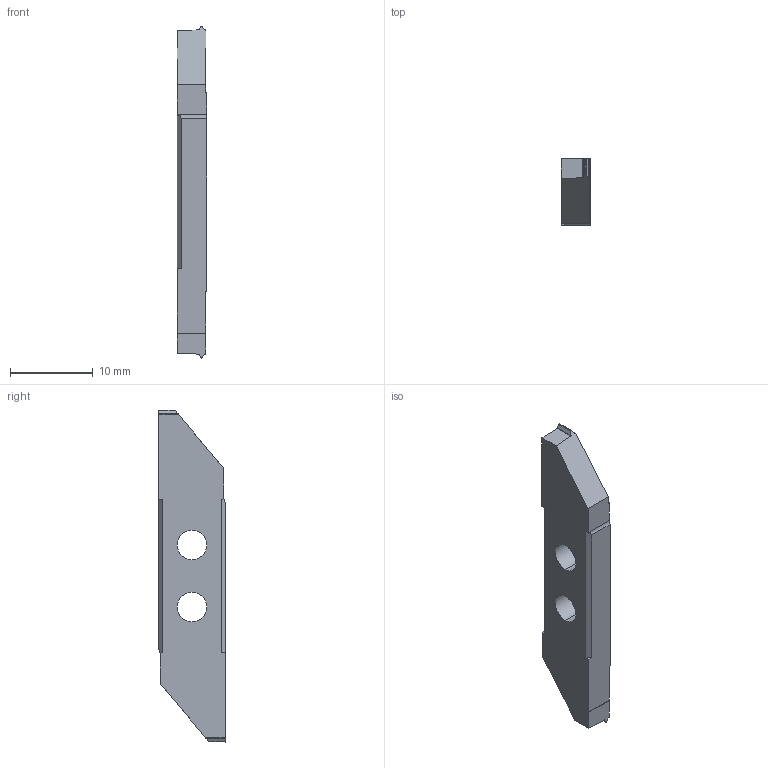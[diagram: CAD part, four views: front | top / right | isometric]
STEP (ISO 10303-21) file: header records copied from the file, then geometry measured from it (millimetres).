
FILE_DESCRIPTION (( 'STEP AP203' ), '1' );
FILE_NAME ('CUT-857-17.step', '2017-08-07T14:00:01', ( 'e00158' ), ( 'Microsoft' ), 'SwSTEP 2.0', 'SolidWorks 2016', '' );
FILE_SCHEMA (( 'CONFIG_CONTROL_DESIGN' ));
Length unit declared in the file: millimetre
Products named in the file (1): CUT-857-17
Bounding box: 3.6 x 8 x 40 mm (x, y, z)
Volume: 893.4 mm3; surface area: 886.8 mm2
Topology: 1 solids, 1 shells, 46 faces, 132 edges, 88 vertices
Faces by surface type: plane 30, bspline 8, cylinder 8
Entity records: 1799 total; most frequent: CARTESIAN_POINT 575, ORIENTED_EDGE 264, DIRECTION 200, EDGE_CURVE 132, VECTOR 94, LINE 94, VERTEX_POINT 88, AXIS2_PLACEMENT_3D 53
